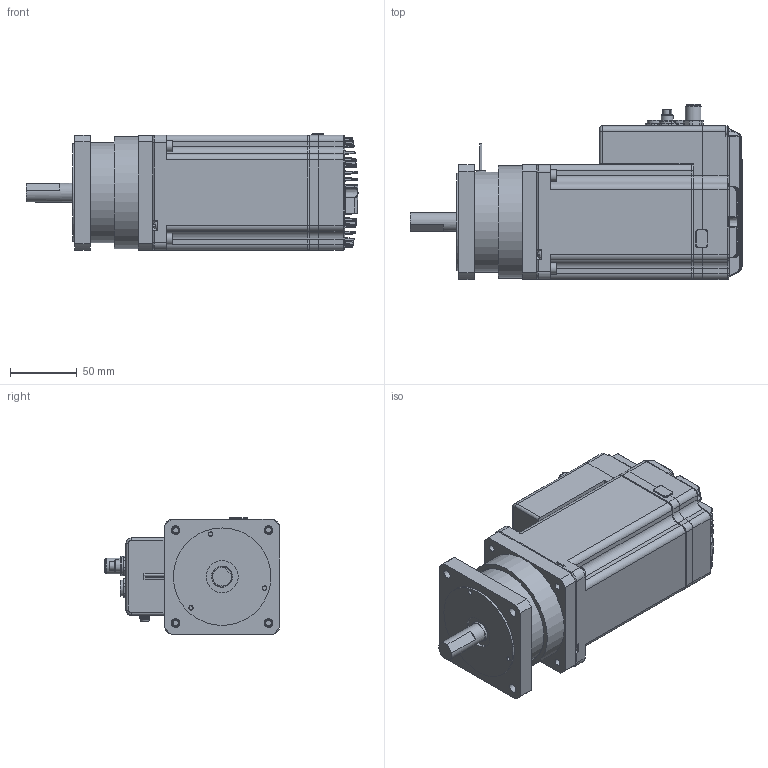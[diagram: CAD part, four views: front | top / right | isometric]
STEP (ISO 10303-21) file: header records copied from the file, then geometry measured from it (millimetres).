
FILE_DESCRIPTION (( 'STEP AP203' ), '1' );
FILE_NAME ('P11A-MO-086-02-R02.STEP', '2021-09-02T06:46:37', ( '' ), ( '' ), 'SwSTEP 2.0', 'SolidWorks 2018', '' );
FILE_SCHEMA (( 'CONFIG_CONTROL_DESIGN' ));
Length unit declared in the file: millimetre
Products named in the file (36): spring lock washer_2_jis_JIS B 1251 No.2 4; M117-MO-086-02-R00; 039012045; 09-0415-30-05-2; M119-EC-086-03-R00; 100V470; 09-0408-30-03(鱔褐)-2; 86EC-PCB3-01; M119-EC-086-02-R03; 86EC-PCB2-01; BXW-05-10-55_3D; P119-MO-086-02-R00; sams; pan cross head_ks_1_KS 1023 PC- M4 x 6-N; 791091003; 56EC-PCB3-01; pan cross head_ks_KS 1023 PC- M3 x 30-N; 86_1031_1100_00012-2; 877600816; 09-0415-30-05-1; 877601616; pan cross head_ks_KS 1023 PC- M3 x 16-N; 09-0408-30-03(鱔褐)-1; 460150402; P11A-MO-086-02-R02; 20PS-JMCS-G-1B-TF(N); pan cross head_ks_KS 1023 PC- M3 x 25-N; small circular plain washer_jis_JIS B 1256 Small circular 4; M119-EC-042-03-R00; 86_1031_1100_00012-1; 86EC-PCB1-02; M119-EC-086-01-R01; 791091007; socket head cap screw_ks_KS 1003 - M5 x 16 x 16-N; M119-EC-056-04-R00; 20R-JMCS-G-B-TF(NSA)
Assembly tree (45 placements, depth 3):
  P11A-MO-086-02-R02
    BXW-05-10-55_3D
    socket head cap screw_ks_KS 1003 - M5 x 16 x 16-N  x4
    P119-MO-086-02-R00
      M119-EC-086-01-R01
      M119-EC-086-02-R03
      100V470  x2
      86EC-PCB1-02
      pan cross head_ks_KS 1023 PC- M3 x 25-N  x2
      pan cross head_ks_KS 1023 PC- M3 x 30-N
      pan cross head_ks_KS 1023 PC- M3 x 16-N  x2
      M119-EC-042-03-R00
      09-0415-30-05-1
      09-0415-30-05-2
      09-0408-30-03(鱔褐)-1  x2
      09-0408-30-03(鱔褐)-2  x2
      86_1031_1100_00012-1
      86_1031_1100_00012-2
      86EC-PCB2-01
      86EC-PCB3-01
      56EC-PCB3-01
      20R-JMCS-G-B-TF(NSA)
      20PS-JMCS-G-1B-TF(N)
      791091003  x2
      877600816  x2
      039012045
      460150402
      877601616
      791091007
      M117-MO-086-02-R00
      M119-EC-086-03-R00
    sams
      small circular plain washer_jis_JIS B 1256 Small circular 4
      spring lock washer_2_jis_JIS B 1251 No.2 4
      pan cross head_ks_1_KS 1023 PC- M4 x 6-N
    M119-EC-056-04-R00
Bounding box: 248.6 x 131.1 x 87 mm (x, y, z)
Volume: 1268235.9 mm3; surface area: 302631.4 mm2
Topology: 55 solids, 55 shells, 6128 faces, 16051 edges, 10266 vertices
Faces by surface type: plane 4353, cylinder 1159, bspline 307, cone 207, torus 73, sphere 29
Full cylindrical faces by diameter (mm): 0.4 x2, 0.5 x2, 0.6 x35, 1 x22, 1.1 x6, 1.5 x2, 1.55 x6, 1.58 x2, 2.5 x10, 3 x5, 3.3 x12, 3.4 x10, 3.5 x3, 4 x11, 4.3 x1, 4.5 x15, 5 x8, 5.5 x6, 6 x1, 6.35 x1, 6.5 x8, 6.6 x1, 7 x14, 7.5 x2, 8 x4, 8.3 x1, 8.315 x1, 8.459 x2, 8.5 x4, 9 x1
Entity records: 167604 total; most frequent: CARTESIAN_POINT 41438, ORIENTED_EDGE 25612, DIRECTION 24013, EDGE_CURVE 12806, VECTOR 9751, LINE 9751, VERTEX_POINT 8377, AXIS2_PLACEMENT_3D 7131
